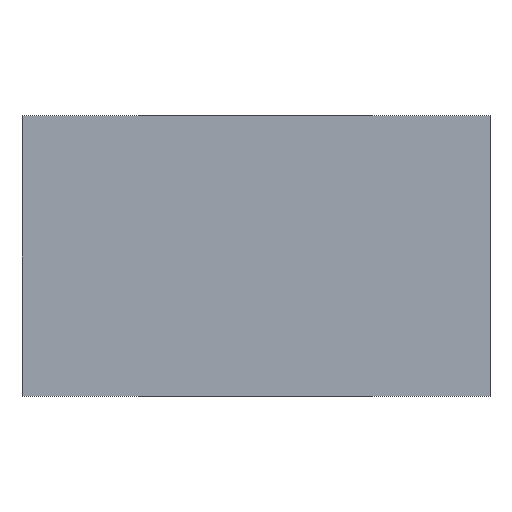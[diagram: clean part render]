
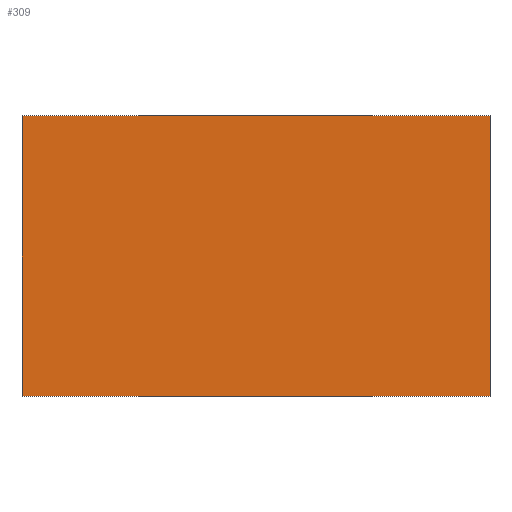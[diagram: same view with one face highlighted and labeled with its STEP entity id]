
A CAD part, front view. The second image highlights one B-rep face of the part: STEP entity #309.
In plain terms, the highlighted planar face has unit normal (0, -1, 0).
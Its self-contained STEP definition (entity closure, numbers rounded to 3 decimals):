
#110=CARTESIAN_POINT('Vertex',(7.389,-13.5,29.)) ;
#113=CARTESIAN_POINT('Line Origine',(12.389,-13.5,29.)) ;
#117=CARTESIAN_POINT('Vertex',(17.389,-13.5,29.)) ;
#176=CARTESIAN_POINT('Line Origine',(12.389,-13.5,23.)) ;
#180=CARTESIAN_POINT('Vertex',(7.389,-13.5,23.)) ;
#182=CARTESIAN_POINT('Vertex',(17.389,-13.5,23.)) ;
#274=CARTESIAN_POINT('Line Origine',(7.389,-13.5,26.)) ;
#293=CARTESIAN_POINT('Axis2P3D Location',(7.389,-13.5,29.)) ;
#298=CARTESIAN_POINT('Line Origine',(17.389,-13.5,26.)) ;
#114=DIRECTION('Vector Direction',(1.,0.,0.)) ;
#177=DIRECTION('Vector Direction',(1.,0.,0.)) ;
#275=DIRECTION('Vector Direction',(0.,0.,-1.)) ;
#294=DIRECTION('Axis2P3D Direction',(0.,-1.,0.)) ;
#295=DIRECTION('Axis2P3D XDirection',(0.,0.,-1.)) ;
#299=DIRECTION('Vector Direction',(0.,0.,-1.)) ;
#296=AXIS2_PLACEMENT_3D('Plane Axis2P3D',#293,#294,#295) ;
#304=ORIENTED_EDGE('',*,*,#119,.F.) ;
#305=ORIENTED_EDGE('',*,*,#278,.T.) ;
#306=ORIENTED_EDGE('',*,*,#184,.T.) ;
#307=ORIENTED_EDGE('',*,*,#302,.F.) ;
#115=VECTOR('Line Direction',#114,1.) ;
#178=VECTOR('Line Direction',#177,1.) ;
#276=VECTOR('Line Direction',#275,1.) ;
#300=VECTOR('Line Direction',#299,1.) ;
#309=ADVANCED_FACE('Corps principal',(#308),#297,.T.) ;
#119=EDGE_CURVE('',#111,#118,#116,.T.) ;
#184=EDGE_CURVE('',#181,#183,#179,.T.) ;
#278=EDGE_CURVE('',#111,#181,#277,.T.) ;
#302=EDGE_CURVE('',#118,#183,#301,.T.) ;
#303=EDGE_LOOP('',(#304,#305,#306,#307)) ;
#308=FACE_OUTER_BOUND('',#303,.T.) ;
#116=LINE('Line',#113,#115) ;
#179=LINE('Line',#176,#178) ;
#277=LINE('Line',#274,#276) ;
#301=LINE('Line',#298,#300) ;
#297=PLANE('Plane',#296) ;
#111=VERTEX_POINT('',#110) ;
#118=VERTEX_POINT('',#117) ;
#181=VERTEX_POINT('',#180) ;
#183=VERTEX_POINT('',#182) ;
